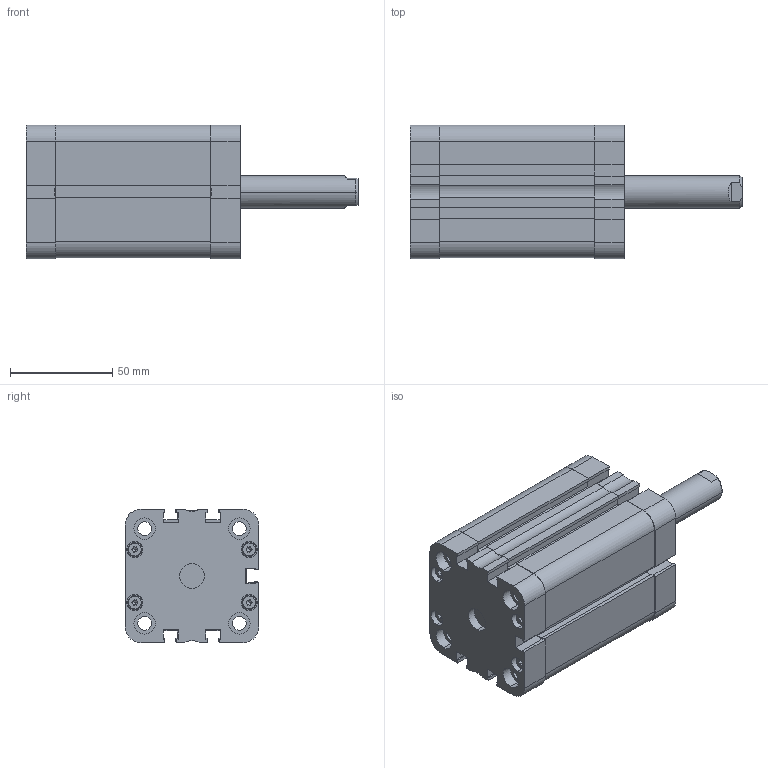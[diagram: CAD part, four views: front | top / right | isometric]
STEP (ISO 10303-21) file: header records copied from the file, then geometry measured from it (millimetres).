
FILE_DESCRIPTION (( 'STEP AP214' ), '1' );
FILE_NAME ('SM_008_050_0050_NP.STEP', '2019-11-18T12:53:16', ( '' ), ( '' ), 'SwSTEP 2.0', 'SolidWorks 2019', '' );
FILE_SCHEMA (( 'AUTOMOTIVE_DESIGN' ));
Length unit declared in the file: millimetre
Products named in the file (22): Kopia SMART - U. t³oka S^T³ok kpl_SM_PSEM-L_U. tˆoka S - D050; socket head thin cap screw_din_DIN 7984 - M4 x 18 --- 15.9N; Kopia Pokrywa prz^Pokrywa prz kpl_SM_PSEM-L_Smart - Pok prz｢d - D050; Kopia Pierœcieñ prowadz¹cy^T³ok kpl_SM_PSEM-L_Pier˜cieä prowadz¥cy D050; Kopia Tuleja prowadzｹca^Pokrywa prz kpl_SM_PSEM-L_Tuleja prowadz･ca - D050; Kopia SMART - U. t硂ka wklejana^T硂k kpl_SM_PSEM-L_U. t坥ka wklejana - D050; Kopia SMART - U. typ Oring - pokrywa^Pokrywa tyｳ kpl_SM_PSEM-L_U. typ Oring - D050; Kopia T硂k_T坥k - D050; Kopia SMART - U. t³oka luŸna^T³ok kpl_SM_PSEM-L_U. tˆoka lu«na - D050; Pokrywa przód kpl^SM_PSEM-L_Pokrywa prz¢d kpl - D050; Kopia SMART - U. t硂czyska^Pokrywa prz骴 kpl_SM_PSEM-L_U. t坥czyska - D050; Przek³adka SM_PSEM_D050-63; Kopia Magnes^T³ok kpl_SM_PSEM-L_Magnes D050; Sprêzyna SM_PSEM_L_050_L1 napi©cie wst©pne; Kopia Pokrywa ty³_Smart - Pok tyˆ - D050; Pokrywa ty³ kpl^SM_PSEM-L_Pok tyˆ - D050; Kopia SMART - U. typ Oring - pokrywa^Pokrywa przód kpl_SM_PSEM-L_U. typ Oring - D050; T硂k kpl^SM_PSEM-L_T坥k kpl - D050; T³oczysko^SM_PSEM-L_Tˆoczysko - D050; SM_008_050_0050_NP; socket head thin cap screw_din_DIN 7984 - M8 x 40 --- 40N; Tuleja^SM_PSEM-L_Tuleja - D050
Assembly tree (28 placements, depth 3):
  SM_008_050_0050_NP
    Pokrywa przód kpl^SM_PSEM-L_Pokrywa prz¢d kpl - D050
      Kopia Pokrywa prz^Pokrywa prz kpl_SM_PSEM-L_Smart - Pok prz｢d - D050
      Kopia SMART - U. typ Oring - pokrywa^Pokrywa przód kpl_SM_PSEM-L_U. typ Oring - D050
      Kopia Tuleja prowadzｹca^Pokrywa prz kpl_SM_PSEM-L_Tuleja prowadz･ca - D050
      Kopia SMART - U. t硂czyska^Pokrywa prz骴 kpl_SM_PSEM-L_U. t坥czyska - D050
    Tuleja^SM_PSEM-L_Tuleja - D050
    Pokrywa ty³ kpl^SM_PSEM-L_Pok tyˆ - D050
      Kopia Pokrywa ty³_Smart - Pok tyˆ - D050
      Kopia SMART - U. typ Oring - pokrywa^Pokrywa tyｳ kpl_SM_PSEM-L_U. typ Oring - D050
    T硂k kpl^SM_PSEM-L_T坥k kpl - D050
      Kopia T硂k_T坥k - D050
      Kopia Magnes^T³ok kpl_SM_PSEM-L_Magnes D050
      Kopia Pierœcieñ prowadz¹cy^T³ok kpl_SM_PSEM-L_Pier˜cieä prowadz¥cy D050
      Kopia SMART - U. t³oka luŸna^T³ok kpl_SM_PSEM-L_U. tˆoka lu«na - D050
      Kopia SMART - U. t硂ka wklejana^T硂k kpl_SM_PSEM-L_U. t坥ka wklejana - D050
      Kopia SMART - U. t³oka S^T³ok kpl_SM_PSEM-L_U. tˆoka S - D050
    T³oczysko^SM_PSEM-L_Tˆoczysko - D050
    socket head thin cap screw_din_DIN 7984 - M4 x 18 --- 15.9N  x8
    socket head thin cap screw_din_DIN 7984 - M8 x 40 --- 40N
    Przek³adka SM_PSEM_D050-63
    Sprêzyna SM_PSEM_L_050_L1 napi©cie wst©pne
Bounding box: 162.7 x 65.5 x 65.5 mm (x, y, z)
Volume: 222526.6 mm3; surface area: 146991.5 mm2
Topology: 26 solids, 26 shells, 1096 faces, 2690 edges, 1722 vertices
Faces by surface type: plane 533, cylinder 328, bspline 110, cone 89, torus 36
Entity records: 36677 total; most frequent: CARTESIAN_POINT 13646, ORIENTED_EDGE 4552, DIRECTION 4415, EDGE_CURVE 2276, AXIS2_PLACEMENT_3D 1546, VERTEX_POINT 1491, LINE 1323, VECTOR 1323
